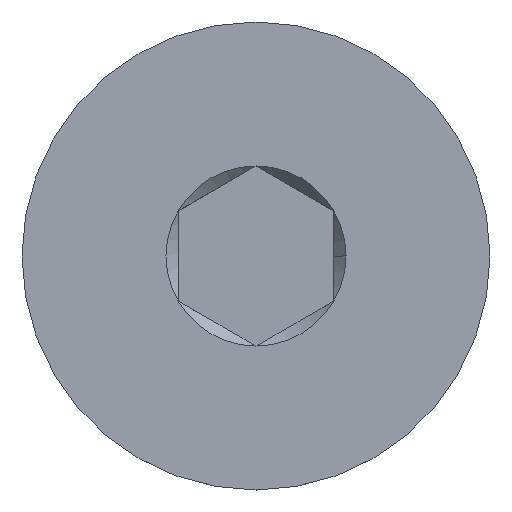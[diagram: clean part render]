
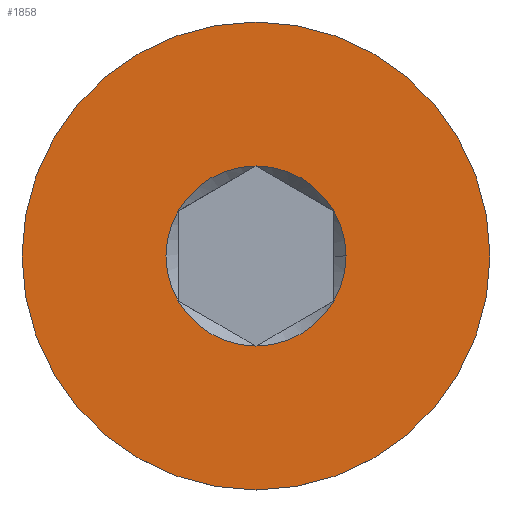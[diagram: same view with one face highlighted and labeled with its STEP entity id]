
A CAD part, top view. The second image highlights one B-rep face of the part: STEP entity #1858.
In plain terms, the highlighted planar face has unit normal (0, 0, 1).
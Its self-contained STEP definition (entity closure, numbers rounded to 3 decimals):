
#1 = DIRECTION ( 'NONE',  ( 0., 1., 0. ) ) ;
#67 = FACE_OUTER_BOUND ( 'NONE', #3060, .T. ) ;
#70 = CARTESIAN_POINT ( 'NONE',  ( 0., 0., 1.7 ) ) ;
#116 = EDGE_CURVE ( 'NONE', #2794, #762, #318, .T. ) ;
#261 = DIRECTION ( 'NONE',  ( 1., 0., 0. ) ) ;
#317 = EDGE_CURVE ( 'NONE', #762, #1276, #2629, .T. ) ;
#318 = CIRCLE ( 'NONE', #1914, 1.155 ) ;
#338 = AXIS2_PLACEMENT_3D ( 'NONE', #689, #2434, #1972 ) ;
#394 = DIRECTION ( 'NONE',  ( 0., 0., 1. ) ) ;
#500 = CARTESIAN_POINT ( 'NONE',  ( -1., 0.577, 1.7 ) ) ;
#520 = ORIENTED_EDGE ( 'NONE', *, *, #2768, .F. ) ;
#603 = CARTESIAN_POINT ( 'NONE',  ( 0., 0., 1.7 ) ) ;
#618 = ORIENTED_EDGE ( 'NONE', *, *, #3086, .F. ) ;
#689 = CARTESIAN_POINT ( 'NONE',  ( 0., 0., 1.7 ) ) ;
#740 = AXIS2_PLACEMENT_3D ( 'NONE', #603, #1119, #2146 ) ;
#762 = VERTEX_POINT ( 'NONE', #940 ) ;
#783 = CARTESIAN_POINT ( 'NONE',  ( 0., 0., 1.7 ) ) ;
#818 = DIRECTION ( 'NONE',  ( 0., 0., 1. ) ) ;
#828 = CARTESIAN_POINT ( 'NONE',  ( -1., -0.577, 1.7 ) ) ;
#870 = VERTEX_POINT ( 'NONE', #500 ) ;
#873 = EDGE_CURVE ( 'NONE', #1276, #3104, #896, .T. ) ;
#896 = CIRCLE ( 'NONE', #1576, 1.155 ) ;
#940 = CARTESIAN_POINT ( 'NONE',  ( 1., -0.577, 1.7 ) ) ;
#963 = CARTESIAN_POINT ( 'NONE',  ( 0., -3., 1.7 ) ) ;
#969 = CARTESIAN_POINT ( 'NONE',  ( 0., 0., 1.7 ) ) ;
#1027 = AXIS2_PLACEMENT_3D ( 'NONE', #2457, #394, #2185 ) ;
#1031 = CARTESIAN_POINT ( 'NONE',  ( 0., -1.155, 1.7 ) ) ;
#1119 = DIRECTION ( 'NONE',  ( 0., 0., 1. ) ) ;
#1276 = VERTEX_POINT ( 'NONE', #1445 ) ;
#1282 = EDGE_LOOP ( 'NONE', ( #2325, #2598, #618, #2017, #2207, #2124, #3263 ) ) ;
#1336 = AXIS2_PLACEMENT_3D ( 'NONE', #783, #1537, #261 ) ;
#1369 = CARTESIAN_POINT ( 'NONE',  ( 1., 0.577, 1.7 ) ) ;
#1402 = AXIS2_PLACEMENT_3D ( 'NONE', #2319, #1510, #1 ) ;
#1445 = CARTESIAN_POINT ( 'NONE',  ( 1.155, 0., 1.7 ) ) ;
#1500 = EDGE_CURVE ( 'NONE', #2829, #870, #2349, .T. ) ;
#1510 = DIRECTION ( 'NONE',  ( 0., 0., -1. ) ) ;
#1537 = DIRECTION ( 'NONE',  ( 0., 0., 1. ) ) ;
#1576 = AXIS2_PLACEMENT_3D ( 'NONE', #3021, #2289, #3271 ) ;
#1642 = CIRCLE ( 'NONE', #2841, 1.155 ) ;
#1643 = DIRECTION ( 'NONE',  ( 1., 0., 0. ) ) ;
#1665 = FACE_BOUND ( 'NONE', #1282, .T. ) ;
#1737 = EDGE_CURVE ( 'NONE', #3104, #2829, #2972, .T. ) ;
#1799 = EDGE_CURVE ( 'NONE', #2631, #2825, #2889, .T. ) ;
#1802 = CARTESIAN_POINT ( 'NONE',  ( 0., 1.155, 1.7 ) ) ;
#1836 = CIRCLE ( 'NONE', #1402, 3. ) ;
#1858 = ADVANCED_FACE ( 'NONE', ( #1665, #67 ), #2234, .T. ) ;
#1887 = DIRECTION ( 'NONE',  ( 0., 0., 1. ) ) ;
#1914 = AXIS2_PLACEMENT_3D ( 'NONE', #969, #2741, #2525 ) ;
#1972 = DIRECTION ( 'NONE',  ( 0., 1., 0. ) ) ;
#2017 = ORIENTED_EDGE ( 'NONE', *, *, #1500, .F. ) ;
#2072 = AXIS2_PLACEMENT_3D ( 'NONE', #70, #818, #2106 ) ;
#2106 = DIRECTION ( 'NONE',  ( 1., 0., 0. ) ) ;
#2124 = ORIENTED_EDGE ( 'NONE', *, *, #873, .F. ) ;
#2146 = DIRECTION ( 'NONE',  ( 1., 0., 0. ) ) ;
#2165 = CARTESIAN_POINT ( 'NONE',  ( 0., 0., 1.7 ) ) ;
#2185 = DIRECTION ( 'NONE',  ( 0., -1., 0. ) ) ;
#2207 = ORIENTED_EDGE ( 'NONE', *, *, #1737, .F. ) ;
#2234 = PLANE ( 'NONE',  #1027 ) ;
#2289 = DIRECTION ( 'NONE',  ( 0., 0., 1. ) ) ;
#2319 = CARTESIAN_POINT ( 'NONE',  ( 0., 0., 1.7 ) ) ;
#2325 = ORIENTED_EDGE ( 'NONE', *, *, #116, .F. ) ;
#2349 = CIRCLE ( 'NONE', #2072, 1.155 ) ;
#2366 = CIRCLE ( 'NONE', #3170, 1.155 ) ;
#2434 = DIRECTION ( 'NONE',  ( 0., 0., -1. ) ) ;
#2457 = CARTESIAN_POINT ( 'NONE',  ( 0., 0., 1.7 ) ) ;
#2460 = DIRECTION ( 'NONE',  ( 1., 0., 0. ) ) ;
#2492 = CARTESIAN_POINT ( 'NONE',  ( 0., 0., 1.7 ) ) ;
#2525 = DIRECTION ( 'NONE',  ( 1., 0., 0. ) ) ;
#2598 = ORIENTED_EDGE ( 'NONE', *, *, #3252, .F. ) ;
#2629 = CIRCLE ( 'NONE', #1336, 1.155 ) ;
#2631 = VERTEX_POINT ( 'NONE', #963 ) ;
#2741 = DIRECTION ( 'NONE',  ( 0., 0., 1. ) ) ;
#2768 = EDGE_CURVE ( 'NONE', #2825, #2631, #1836, .T. ) ;
#2794 = VERTEX_POINT ( 'NONE', #1031 ) ;
#2825 = VERTEX_POINT ( 'NONE', #3290 ) ;
#2829 = VERTEX_POINT ( 'NONE', #1802 ) ;
#2841 = AXIS2_PLACEMENT_3D ( 'NONE', #2492, #2955, #2460 ) ;
#2889 = CIRCLE ( 'NONE', #338, 3. ) ;
#2899 = VERTEX_POINT ( 'NONE', #828 ) ;
#2955 = DIRECTION ( 'NONE',  ( 0., 0., 1. ) ) ;
#2972 = CIRCLE ( 'NONE', #740, 1.155 ) ;
#3021 = CARTESIAN_POINT ( 'NONE',  ( 0., 0., 1.7 ) ) ;
#3060 = EDGE_LOOP ( 'NONE', ( #520, #3071 ) ) ;
#3071 = ORIENTED_EDGE ( 'NONE', *, *, #1799, .F. ) ;
#3086 = EDGE_CURVE ( 'NONE', #870, #2899, #2366, .T. ) ;
#3104 = VERTEX_POINT ( 'NONE', #1369 ) ;
#3170 = AXIS2_PLACEMENT_3D ( 'NONE', #2165, #1887, #1643 ) ;
#3252 = EDGE_CURVE ( 'NONE', #2899, #2794, #1642, .T. ) ;
#3263 = ORIENTED_EDGE ( 'NONE', *, *, #317, .F. ) ;
#3271 = DIRECTION ( 'NONE',  ( 1., 0., 0. ) ) ;
#3290 = CARTESIAN_POINT ( 'NONE',  ( 0., 3., 1.7 ) ) ;
